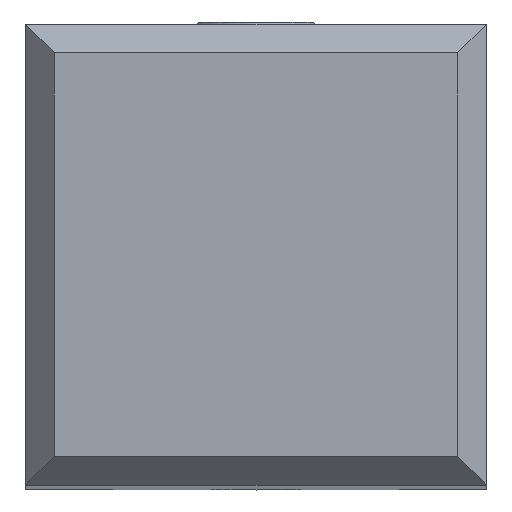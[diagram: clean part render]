
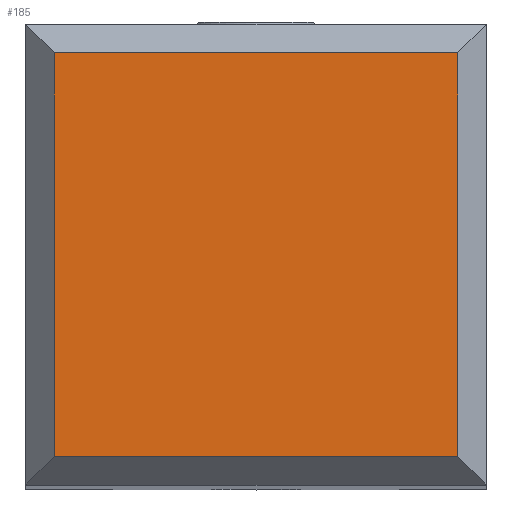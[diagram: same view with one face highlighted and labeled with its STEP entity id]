
A CAD part, top view. The second image highlights one B-rep face of the part: STEP entity #185.
In plain terms, the highlighted planar face has unit normal (0, 0, 1).
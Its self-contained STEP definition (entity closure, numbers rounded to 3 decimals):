
#185=ADVANCED_FACE('',(#268),#237,.T.);
#237=PLANE('',#1235);
#268=FACE_OUTER_BOUND('',#329,.T.);
#329=EDGE_LOOP('',(#505,#506,#507,#508));
#505=ORIENTED_EDGE('',*,*,#865,.T.);
#506=ORIENTED_EDGE('',*,*,#869,.F.);
#507=ORIENTED_EDGE('',*,*,#870,.T.);
#508=ORIENTED_EDGE('',*,*,#862,.T.);
#733=VERTEX_POINT('',#1855);
#734=VERTEX_POINT('',#1856);
#735=VERTEX_POINT('',#1861);
#736=VERTEX_POINT('',#1866);
#862=EDGE_CURVE('',#733,#734,#1001,.T.);
#865=EDGE_CURVE('',#734,#735,#1004,.T.);
#869=EDGE_CURVE('',#736,#735,#1008,.T.);
#870=EDGE_CURVE('',#736,#733,#1009,.T.);
#1001=LINE('',#1854,#1086);
#1004=LINE('',#1860,#1089);
#1008=LINE('',#1867,#1093);
#1009=LINE('',#1869,#1094);
#1086=VECTOR('',#1460,1.);
#1089=VECTOR('',#1465,1.);
#1093=VECTOR('',#1471,1.);
#1094=VECTOR('',#1474,1.);
#1235=AXIS2_PLACEMENT_3D('',#1870,#1475,#1476);
#1460=DIRECTION('',(1.,0.,0.));
#1465=DIRECTION('',(0.,1.,0.));
#1471=DIRECTION('',(1.,0.,0.));
#1474=DIRECTION('',(0.,-1.,0.));
#1475=DIRECTION('',(0.,0.,1.));
#1476=DIRECTION('',(1.,0.,0.));
#1854=CARTESIAN_POINT('',(-15.,1.,0.));
#1855=CARTESIAN_POINT('',(-15.,1.,0.));
#1856=CARTESIAN_POINT('',(-1.,1.,0.));
#1860=CARTESIAN_POINT('',(-1.,1.,0.));
#1861=CARTESIAN_POINT('',(-1.,15.,0.));
#1866=CARTESIAN_POINT('',(-15.,15.,0.));
#1867=CARTESIAN_POINT('',(-15.,15.,0.));
#1869=CARTESIAN_POINT('',(-15.,15.,0.));
#1870=CARTESIAN_POINT('',(-8.,8.,0.));
